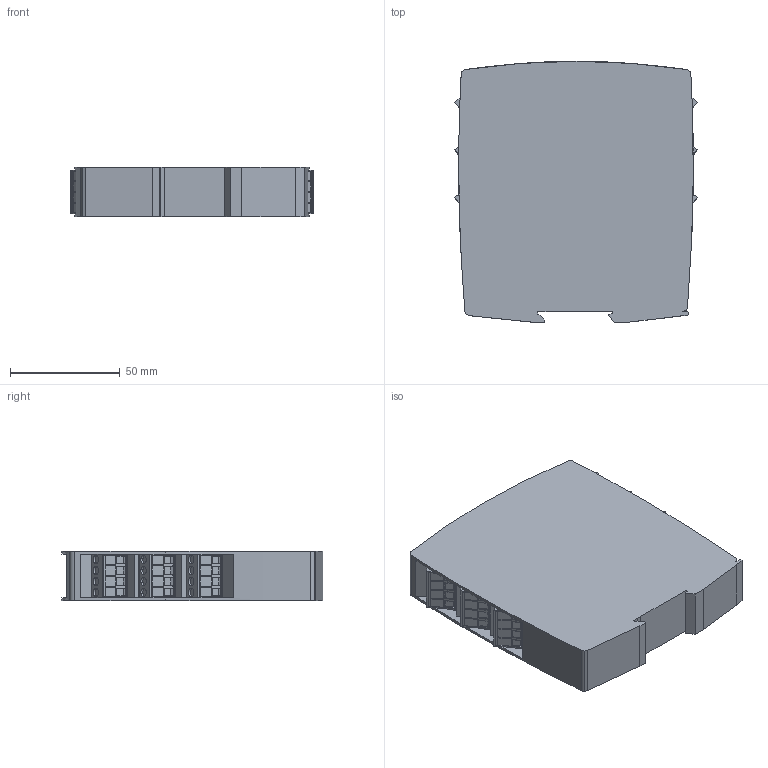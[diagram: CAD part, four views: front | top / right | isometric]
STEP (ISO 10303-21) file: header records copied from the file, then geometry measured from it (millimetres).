
FILE_DESCRIPTION (( 'STEP AP203' ), '1' );
FILE_NAME ('UG6946-02PS-001-40_Default.step', '2022-06-16T15:16:21', ( 'Windows User' ), ( '' ), 'SwSTEP 2.0', 'SolidWorks 2021', '' );
FILE_SCHEMA (( 'CONFIG_CONTROL_DESIGN' ));
Length unit declared in the file: inch
Products named in the file (1): UG6946-02PS-001-40_Default
Bounding box: 110.63 x 119.19 x 22.5 mm (x, y, z)
Volume: 262120.3 mm3; surface area: 37709.9 mm2
Topology: 1 solids, 1 shells, 666 faces, 1782 edges, 1162 vertices
Faces by surface type: plane 570, cylinder 95, bspline 1
Full cylindrical faces by diameter (mm): 1.24 x1, 1.34 x1, 4 x24
Entity records: 20390 total; most frequent: CARTESIAN_POINT 3594, ORIENTED_EDGE 3512, DIRECTION 3306, EDGE_CURVE 1756, LINE 1534, VECTOR 1534, VERTEX_POINT 1162, AXIS2_PLACEMENT_3D 886
